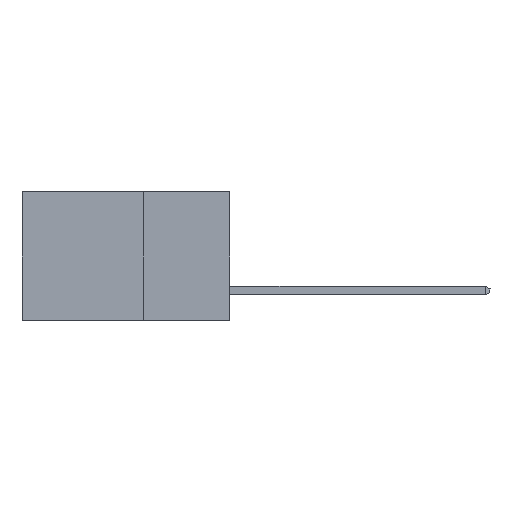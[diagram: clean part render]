
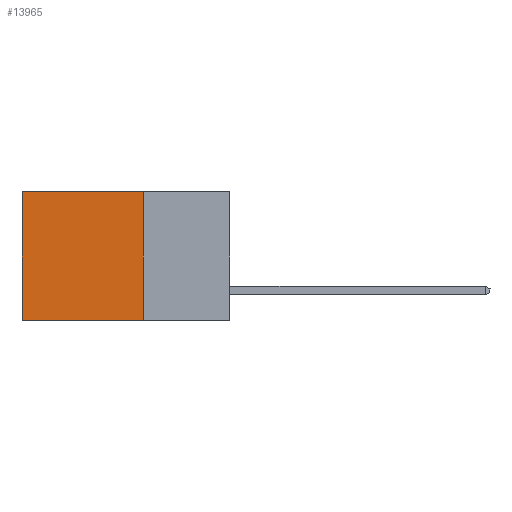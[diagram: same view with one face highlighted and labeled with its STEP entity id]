
A CAD part, left-side view. The second image highlights one B-rep face of the part: STEP entity #13965.
In plain terms, the highlighted planar face has unit normal (-1, 0, 0).
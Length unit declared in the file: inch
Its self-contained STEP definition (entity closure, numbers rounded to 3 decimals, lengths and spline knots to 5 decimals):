
#63 = CARTESIAN_POINT ( 'NONE',  ( 0.2615, 0.25, 0. ) ) ;
#822 = DIRECTION ( 'NONE',  ( 0., 1., 0. ) ) ;
#1525 = LINE ( 'NONE', #19710, #11768 ) ;
#3559 = VERTEX_POINT ( 'NONE', #10274 ) ;
#5270 = VERTEX_POINT ( 'NONE', #63 ) ;
#5656 = EDGE_CURVE ( 'NONE', #14519, #19968, #7735, .T. ) ;
#6567 = CARTESIAN_POINT ( 'NONE',  ( 0.2615, 0.6, -0.37 ) ) ;
#6777 = VECTOR ( 'NONE', #7830, 39.37008 ) ;
#7170 = ORIENTED_EDGE ( 'NONE', *, *, #15633, .T. ) ;
#7402 = LINE ( 'NONE', #9728, #6777 ) ;
#7735 = LINE ( 'NONE', #20146, #20178 ) ;
#7830 = DIRECTION ( 'NONE',  ( 0., 0., -1. ) ) ;
#9289 = CARTESIAN_POINT ( 'NONE',  ( 0.2615, 0.25, -0.37 ) ) ;
#9728 = CARTESIAN_POINT ( 'NONE',  ( 0.2615, 0.25, -0.37 ) ) ;
#9959 = ORIENTED_EDGE ( 'NONE', *, *, #22250, .F. ) ;
#10274 = CARTESIAN_POINT ( 'NONE',  ( 0.2615, 0.25, -0.37 ) ) ;
#10822 = CARTESIAN_POINT ( 'NONE',  ( 0.2615, 0.6, 0. ) ) ;
#10897 = EDGE_LOOP ( 'NONE', ( #19615, #14454, #9959, #7170 ) ) ;
#11182 = DIRECTION ( 'NONE',  ( 1., 0., 0. ) ) ;
#11270 = VECTOR ( 'NONE', #14255, 39.37008 ) ;
#11768 = VECTOR ( 'NONE', #822, 39.37008 ) ;
#13965 = ADVANCED_FACE ( 'NONE', ( #15961 ), #16682, .F. ) ;
#14255 = DIRECTION ( 'NONE',  ( 0., 1., 0. ) ) ;
#14454 = ORIENTED_EDGE ( 'NONE', *, *, #18995, .F. ) ;
#14519 = VERTEX_POINT ( 'NONE', #10822 ) ;
#15633 = EDGE_CURVE ( 'NONE', #5270, #14519, #1525, .T. ) ;
#15961 = FACE_OUTER_BOUND ( 'NONE', #10897, .T. ) ;
#16199 = LINE ( 'NONE', #21568, #11270 ) ;
#16273 = AXIS2_PLACEMENT_3D ( 'NONE', #9289, #11182, #23957 ) ;
#16682 = PLANE ( 'NONE',  #16273 ) ;
#18995 = EDGE_CURVE ( 'NONE', #3559, #19968, #16199, .T. ) ;
#19615 = ORIENTED_EDGE ( 'NONE', *, *, #5656, .T. ) ;
#19710 = CARTESIAN_POINT ( 'NONE',  ( 0.2615, 0.25, 0. ) ) ;
#19968 = VERTEX_POINT ( 'NONE', #6567 ) ;
#20146 = CARTESIAN_POINT ( 'NONE',  ( 0.2615, 0.6, -0.37 ) ) ;
#20172 = DIRECTION ( 'NONE',  ( 0., 0., -1. ) ) ;
#20178 = VECTOR ( 'NONE', #20172, 39.37008 ) ;
#21568 = CARTESIAN_POINT ( 'NONE',  ( 0.2615, 0.25, -0.37 ) ) ;
#22250 = EDGE_CURVE ( 'NONE', #5270, #3559, #7402, .T. ) ;
#23957 = DIRECTION ( 'NONE',  ( 0., 0., -1. ) ) ;
